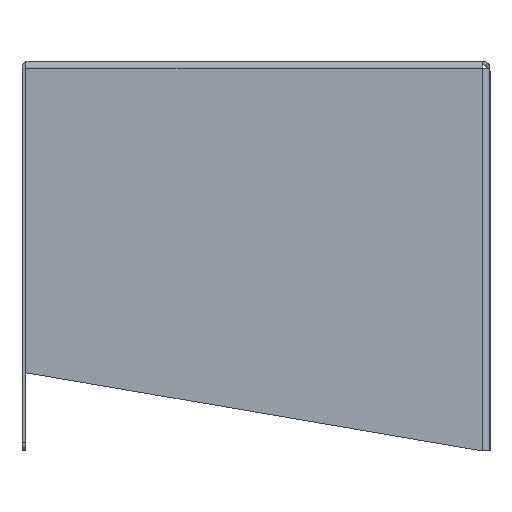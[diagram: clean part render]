
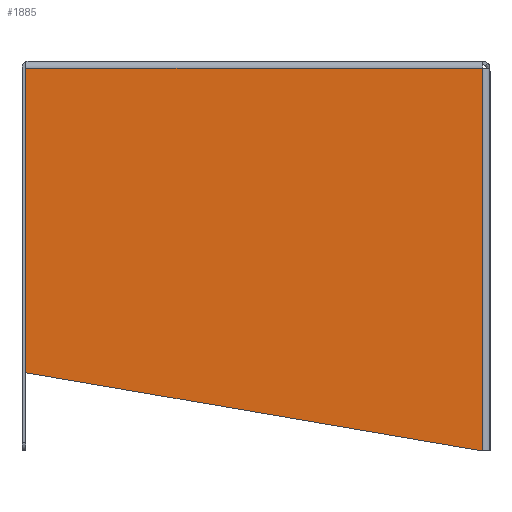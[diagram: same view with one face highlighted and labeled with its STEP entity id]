
A CAD part, left-side view. The second image highlights one B-rep face of the part: STEP entity #1885.
In plain terms, the highlighted planar face has unit normal (-1, 0, 0).
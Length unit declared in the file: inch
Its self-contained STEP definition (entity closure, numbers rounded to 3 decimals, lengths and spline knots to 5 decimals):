
#4 = LINE ( 'NONE', #380, #978 ) ;
#64 = ORIENTED_EDGE ( 'NONE', *, *, #2124, .T. ) ;
#162 = LINE ( 'NONE', #325, #644 ) ;
#167 = ORIENTED_EDGE ( 'NONE', *, *, #1859, .T. ) ;
#190 = VERTEX_POINT ( 'NONE', #2025 ) ;
#252 = AXIS2_PLACEMENT_3D ( 'NONE', #1979, #551, #1457 ) ;
#325 = CARTESIAN_POINT ( 'NONE',  ( 0., 0.095, 9.80992 ) ) ;
#380 = CARTESIAN_POINT ( 'NONE',  ( 0., 11.715, 9.81 ) ) ;
#408 = ORIENTED_EDGE ( 'NONE', *, *, #1500, .F. ) ;
#410 = VERTEX_POINT ( 'NONE', #1025 ) ;
#453 = VERTEX_POINT ( 'NONE', #1539 ) ;
#551 = DIRECTION ( 'NONE',  ( -1., 0., 0. ) ) ;
#588 = LINE ( 'NONE', #1606, #944 ) ;
#633 = CARTESIAN_POINT ( 'NONE',  ( 0., 11.80992, 2.00827 ) ) ;
#644 = VECTOR ( 'NONE', #1021, 39.37008 ) ;
#770 = DIRECTION ( 'NONE',  ( 0., -0.986, -0.169 ) ) ;
#806 = EDGE_CURVE ( 'NONE', #410, #1831, #162, .T. ) ;
#907 = VECTOR ( 'NONE', #1272, 39.37008 ) ;
#944 = VECTOR ( 'NONE', #770, 39.37008 ) ;
#978 = VECTOR ( 'NONE', #2089, 39.37008 ) ;
#1021 = DIRECTION ( 'NONE',  ( 0., 0., 1. ) ) ;
#1025 = CARTESIAN_POINT ( 'NONE',  ( 0., 0.095, 9.80992 ) ) ;
#1069 = LINE ( 'NONE', #1754, #1771 ) ;
#1085 = FACE_OUTER_BOUND ( 'NONE', #1410, .T. ) ;
#1130 = VERTEX_POINT ( 'NONE', #633 ) ;
#1272 = DIRECTION ( 'NONE',  ( 0., 0., 1. ) ) ;
#1401 = DIRECTION ( 'NONE',  ( 0., 0., -1. ) ) ;
#1410 = EDGE_LOOP ( 'NONE', ( #408, #64, #167, #1789, #2030 ) ) ;
#1457 = DIRECTION ( 'NONE',  ( 0., 0., 1. ) ) ;
#1500 = EDGE_CURVE ( 'NONE', #190, #1831, #4, .T. ) ;
#1539 = CARTESIAN_POINT ( 'NONE',  ( 0., 0.095, 0. ) ) ;
#1606 = CARTESIAN_POINT ( 'NONE',  ( 0., 11.80992, 2.00827 ) ) ;
#1754 = CARTESIAN_POINT ( 'NONE',  ( 0., 11.80992, 0. ) ) ;
#1771 = VECTOR ( 'NONE', #1401, 39.37008 ) ;
#1789 = ORIENTED_EDGE ( 'NONE', *, *, #2232, .T. ) ;
#1831 = VERTEX_POINT ( 'NONE', #1868 ) ;
#1859 = EDGE_CURVE ( 'NONE', #1130, #453, #588, .T. ) ;
#1868 = CARTESIAN_POINT ( 'NONE',  ( 0., 0.095, 9.81 ) ) ;
#1885 = ADVANCED_FACE ( 'NONE', ( #1085 ), #2112, .T. ) ;
#1974 = CARTESIAN_POINT ( 'NONE',  ( 0., 0.095, 0. ) ) ;
#1979 = CARTESIAN_POINT ( 'NONE',  ( 0., 0., 0. ) ) ;
#1985 = LINE ( 'NONE', #1974, #907 ) ;
#2025 = CARTESIAN_POINT ( 'NONE',  ( 0., 11.80992, 9.81 ) ) ;
#2030 = ORIENTED_EDGE ( 'NONE', *, *, #806, .T. ) ;
#2089 = DIRECTION ( 'NONE',  ( 0., -1., 0. ) ) ;
#2112 = PLANE ( 'NONE',  #252 ) ;
#2124 = EDGE_CURVE ( 'NONE', #190, #1130, #1069, .T. ) ;
#2232 = EDGE_CURVE ( 'NONE', #453, #410, #1985, .T. ) ;
